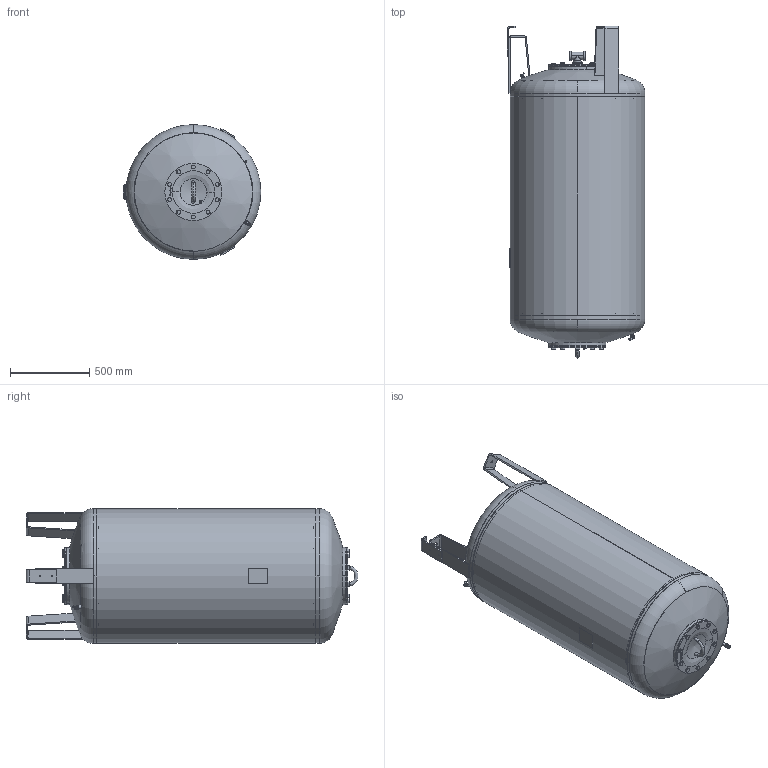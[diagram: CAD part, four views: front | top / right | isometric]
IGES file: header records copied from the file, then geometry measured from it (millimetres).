
Global section: file name: No Iges File Name specified; native system: Autodesk Inventor 2009; preprocessor: AutoDesk Inventor Iges Exporter R2009; author: CADJOBServer; date: 20091013.111959; units: millimetre
Bounding box: 868 x 2091.99 x 850 mm (x, y, z)
Volume: 36098439 mm3; surface area: 16061967.7 mm2
Topology: 30 solids, 30 shells, 1778 faces, 4444 edges, 2841 vertices
Faces by surface type: plane 662, bspline 335, revolution 247, cylinder 241, cone 239, torus 48, sphere 6
